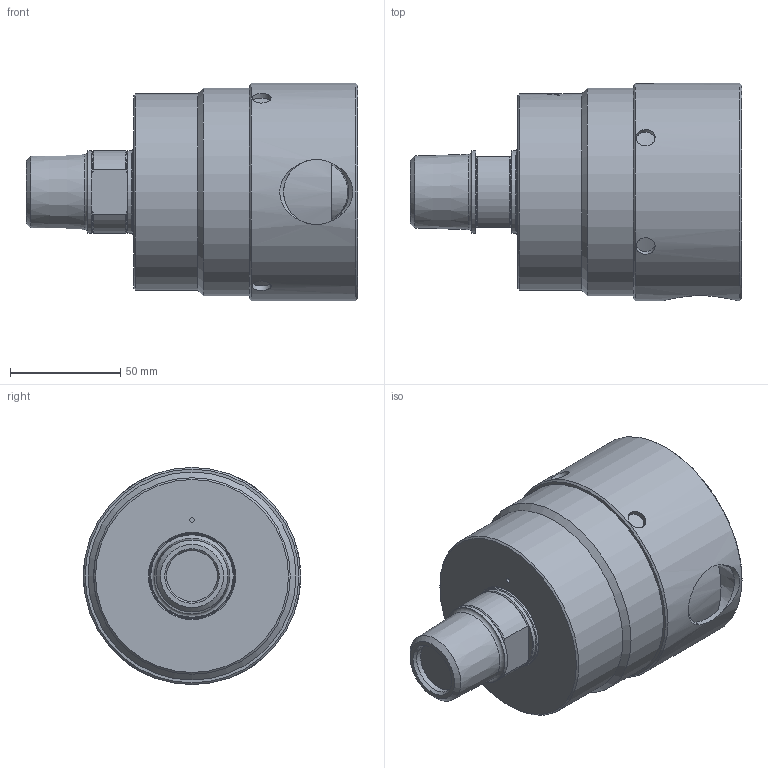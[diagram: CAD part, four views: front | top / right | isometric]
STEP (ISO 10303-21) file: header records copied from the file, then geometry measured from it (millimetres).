
FILE_DESCRIPTION(/* description */ (''),/* implementation_level */ '2;1');
FILE_NAME(/* name */ '73010-001-101-IC.stp',/* time_stamp */ '2020-05-20T11:36:06-05:00',/* author */ ('dyurkovich'),/* organization */ (''),/* preprocessor_version */ 'ST-DEVELOPER v18',/* originating_system */ 'Autodesk Inventor 2020',/* authorisation */ '');
FILE_SCHEMA (('AUTOMOTIVE_DESIGN { 1 0 10303 214 3 1 1 }'));
Products named in the file (1): 73010-001-101-IC
Bounding box: 150 x 98.4 x 98.4 mm (x, y, z)
Volume: 749173.7 mm3; surface area: 56460.6 mm2
Topology: 1 solids, 1 shells, 479 faces, 1299 edges, 880 vertices
Faces by surface type: plane 176, bspline 170, cylinder 95, cone 25, torus 13
Full cylindrical faces by diameter (mm): 2 x1, 4.826 x6, 5.5 x6, 7.925 x6, 8.6 x5, 9.5 x6, 23 x1, 37.5 x2, 38.2 x1, 38.7 x1, 41 x1, 89 x1, 94.2 x1, 98.4 x1
Entity records: 52953 total; most frequent: CARTESIAN_POINT 41445, ORIENTED_EDGE 2586, DIRECTION 1943, EDGE_CURVE 1293, VERTEX_POINT 880, AXIS2_PLACEMENT_3D 721, EDGE_LOOP 555, LINE 501
